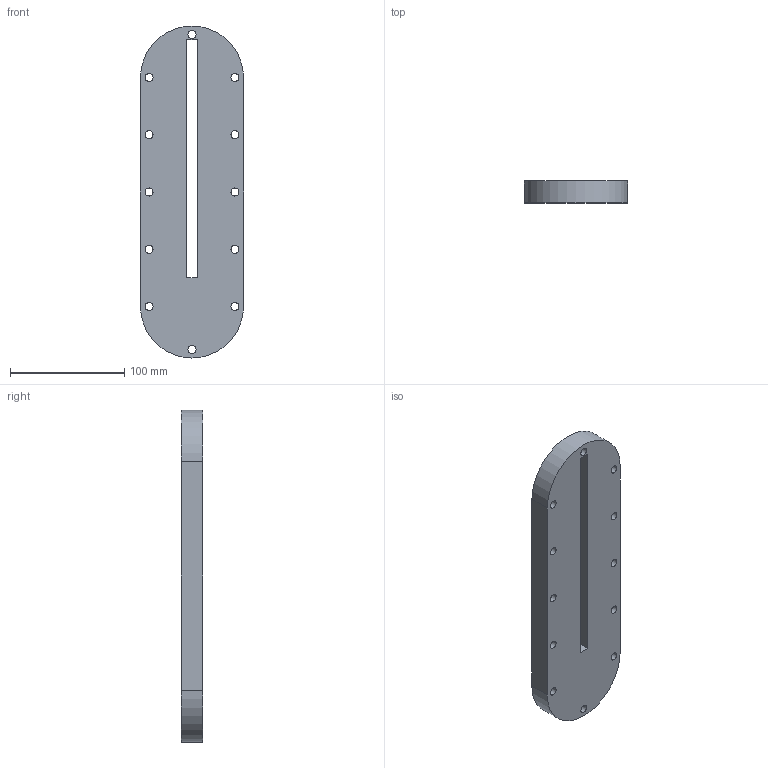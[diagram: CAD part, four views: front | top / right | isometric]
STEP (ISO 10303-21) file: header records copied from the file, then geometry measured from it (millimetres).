
FILE_DESCRIPTION(('FreeCAD Model'),'2;1');
FILE_NAME('window.stp','2021-02-22T15:11:00',('FreeCAD'),('FreeCAD'), 'Open CASCADE STEP processor 7.2','FreeCAD','Unknown');
FILE_SCHEMA(('AUTOMOTIVE_DESIGN { 1 0 10303 214 1 1 1 1 }'));
Length unit declared in the file: millimetre
Products named in the file (1): Open CASCADE STEP translator 7.2 1
Bounding box: 90 x 19 x 290 mm (x, y, z)
Volume: 397925.8 mm3; surface area: 70246.9 mm2
Topology: 1 solids, 1 shells, 33 faces, 89 edges, 58 vertices
Faces by surface type: cylinder 17, plane 13, cone 3
Full cylindrical faces by diameter (mm): 7 x12
Entity records: 2244 total; most frequent: CARTESIAN_POINT 414, DIRECTION 335, ORIENTED_EDGE 178, PCURVE 178, DEFINITIONAL_REPRESENTATION 178, LINE 155, VECTOR 155, EDGE_CURVE 89
